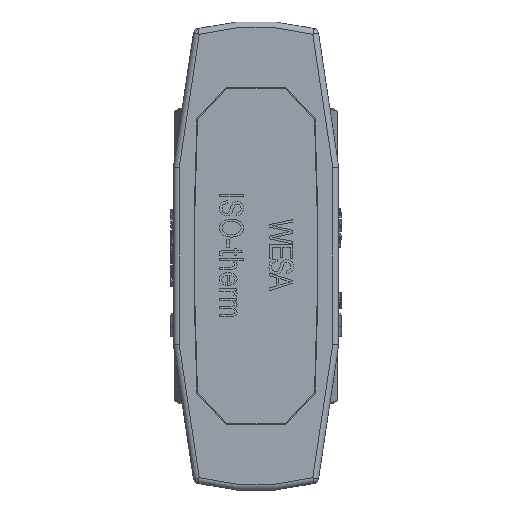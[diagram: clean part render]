
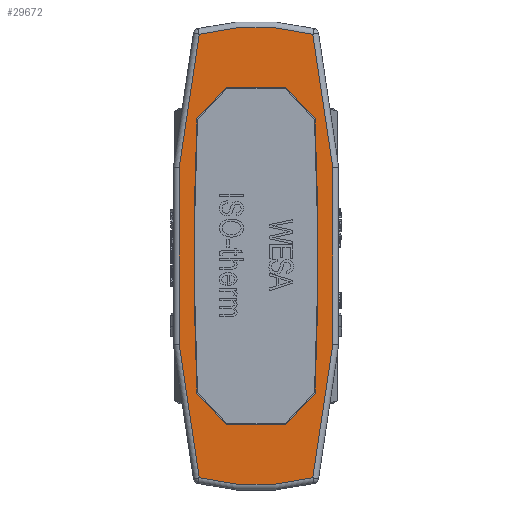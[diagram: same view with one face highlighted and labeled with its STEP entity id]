
A CAD part, left-side view. The second image highlights one B-rep face of the part: STEP entity #29672.
In plain terms, the highlighted face is planar.
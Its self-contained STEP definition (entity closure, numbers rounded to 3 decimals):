
#1784=CIRCLE('',#38939,38.75);
#1786=CIRCLE('',#38942,38.75);
#1787=CIRCLE('',#38943,538.206);
#1788=CIRCLE('',#38944,538.206);
#5116=ORIENTED_EDGE('',*,*,#12809,.F.);
#5117=ORIENTED_EDGE('',*,*,#12810,.F.);
#5118=ORIENTED_EDGE('',*,*,#12811,.T.);
#5119=ORIENTED_EDGE('',*,*,#12812,.T.);
#5120=ORIENTED_EDGE('',*,*,#12738,.T.);
#5121=ORIENTED_EDGE('',*,*,#12813,.T.);
#5122=ORIENTED_EDGE('',*,*,#12807,.T.);
#5123=ORIENTED_EDGE('',*,*,#12767,.F.);
#5124=ORIENTED_EDGE('',*,*,#12814,.T.);
#5125=ORIENTED_EDGE('',*,*,#12815,.F.);
#5126=ORIENTED_EDGE('',*,*,#12816,.F.);
#5127=ORIENTED_EDGE('',*,*,#12817,.F.);
#5128=ORIENTED_EDGE('',*,*,#12818,.F.);
#5129=ORIENTED_EDGE('',*,*,#12819,.F.);
#5130=ORIENTED_EDGE('',*,*,#12820,.F.);
#5131=ORIENTED_EDGE('',*,*,#12821,.F.);
#12738=EDGE_CURVE('',#16833,#16834,#20209,.T.);
#12767=EDGE_CURVE('',#16855,#16839,#20227,.T.);
#12807=EDGE_CURVE('',#16842,#16839,#1784,.T.);
#12809=EDGE_CURVE('',#16878,#16855,#20259,.T.);
#12810=EDGE_CURVE('',#16879,#16878,#20260,.T.);
#12811=EDGE_CURVE('',#16879,#16880,#1786,.T.);
#12812=EDGE_CURVE('',#16880,#16833,#20261,.T.);
#12813=EDGE_CURVE('',#16834,#16842,#20262,.T.);
#12814=EDGE_CURVE('',#16881,#16882,#1787,.T.);
#12815=EDGE_CURVE('',#16883,#16882,#20263,.T.);
#12816=EDGE_CURVE('',#16884,#16883,#20264,.T.);
#12817=EDGE_CURVE('',#16885,#16884,#20265,.T.);
#12818=EDGE_CURVE('',#16886,#16885,#1788,.T.);
#12819=EDGE_CURVE('',#16887,#16886,#20266,.T.);
#12820=EDGE_CURVE('',#16888,#16887,#20267,.T.);
#12821=EDGE_CURVE('',#16881,#16888,#20268,.T.);
#16833=VERTEX_POINT('',#54524);
#16834=VERTEX_POINT('',#54525);
#16839=VERTEX_POINT('',#54536);
#16842=VERTEX_POINT('',#54543);
#16855=VERTEX_POINT('',#54582);
#16878=VERTEX_POINT('',#54664);
#16879=VERTEX_POINT('',#54666);
#16880=VERTEX_POINT('',#54668);
#16881=VERTEX_POINT('',#54672);
#16882=VERTEX_POINT('',#54673);
#16883=VERTEX_POINT('',#54675);
#16884=VERTEX_POINT('',#54677);
#16885=VERTEX_POINT('',#54679);
#16886=VERTEX_POINT('',#54681);
#16887=VERTEX_POINT('',#54683);
#16888=VERTEX_POINT('',#54685);
#20209=LINE('',#54523,#22769);
#20227=LINE('',#54581,#22787);
#20259=LINE('',#54663,#22819);
#20260=LINE('',#54665,#22820);
#20261=LINE('',#54669,#22821);
#20262=LINE('',#54670,#22822);
#20263=LINE('',#54674,#22823);
#20264=LINE('',#54676,#22824);
#20265=LINE('',#54678,#22825);
#20266=LINE('',#54682,#22826);
#20267=LINE('',#54684,#22827);
#20268=LINE('',#54686,#22828);
#22769=VECTOR('',#44352,1000.);
#22787=VECTOR('',#44406,1000.);
#22819=VECTOR('',#44492,1000.);
#22820=VECTOR('',#44493,1000.);
#22821=VECTOR('',#44496,1000.);
#22822=VECTOR('',#44497,1000.);
#22823=VECTOR('',#44500,1000.);
#22824=VECTOR('',#44501,1000.);
#22825=VECTOR('',#44502,1000.);
#22826=VECTOR('',#44505,1000.);
#22827=VECTOR('',#44506,1000.);
#22828=VECTOR('',#44507,1000.);
#24614=EDGE_LOOP('',(#5116,#5117,#5118,#5119,#5120,#5121,#5122,#5123));
#24615=EDGE_LOOP('',(#5124,#5125,#5126,#5127,#5128,#5129,#5130,#5131));
#26426=FACE_BOUND('',#24614,.T.);
#26427=FACE_BOUND('',#24615,.T.);
#28166=PLANE('',#38941);
#29672=ADVANCED_FACE('',(#26426,#26427),#28166,.T.);
#38939=AXIS2_PLACEMENT_3D('',#54660,#44486,#44487);
#38941=AXIS2_PLACEMENT_3D('',#54662,#44490,#44491);
#38942=AXIS2_PLACEMENT_3D('',#54667,#44494,#44495);
#38943=AXIS2_PLACEMENT_3D('',#54671,#44498,#44499);
#38944=AXIS2_PLACEMENT_3D('',#54680,#44503,#44504);
#44352=DIRECTION('',(1.,0.,0.));
#44406=DIRECTION('',(0.989,-0.148,0.));
#44486=DIRECTION('',(0.,0.,1.));
#44487=DIRECTION('',(1.,0.,0.));
#44490=DIRECTION('',(0.,0.,1.));
#44491=DIRECTION('',(1.,0.,0.));
#44492=DIRECTION('',(1.,0.,0.));
#44493=DIRECTION('',(0.989,0.148,0.));
#44494=DIRECTION('',(0.,0.,1.));
#44495=DIRECTION('',(1.,0.,0.));
#44496=DIRECTION('',(0.989,-0.148,0.));
#44497=DIRECTION('',(0.989,0.148,0.));
#44498=DIRECTION('',(0.,0.,-1.));
#44499=DIRECTION('',(1.,0.,0.));
#44500=DIRECTION('',(0.728,-0.686,0.));
#44501=DIRECTION('',(0.,-1.,0.));
#44502=DIRECTION('',(-0.728,-0.686,0.));
#44503=DIRECTION('',(0.,0.,1.));
#44504=DIRECTION('',(1.,0.,0.));
#44505=DIRECTION('',(-0.728,0.686,0.));
#44506=DIRECTION('',(0.,1.,0.));
#44507=DIRECTION('',(0.728,0.686,0.));
#54523=CARTESIAN_POINT('',(-15.,-13.,48.));
#54524=CARTESIAN_POINT('',(-14.925,-13.,48.));
#54525=CARTESIAN_POINT('',(14.925,-13.,48.));
#54536=CARTESIAN_POINT('',(37.54,9.609,48.));
#54543=CARTESIAN_POINT('',(37.54,-9.609,48.));
#54581=CARTESIAN_POINT('',(4.164,14.614,48.));
#54582=CARTESIAN_POINT('',(14.925,13.,48.));
#54660=CARTESIAN_POINT('',(0.,0.,48.));
#54662=CARTESIAN_POINT('',(4.164,7.588,48.));
#54663=CARTESIAN_POINT('',(4.164,13.,48.));
#54664=CARTESIAN_POINT('',(-14.925,13.,48.));
#54665=CARTESIAN_POINT('',(4.164,15.863,48.));
#54666=CARTESIAN_POINT('',(-37.54,9.609,48.));
#54667=CARTESIAN_POINT('',(0.,0.,48.));
#54668=CARTESIAN_POINT('',(-37.54,-9.609,48.));
#54669=CARTESIAN_POINT('',(4.164,-15.863,48.));
#54670=CARTESIAN_POINT('',(4.164,-14.614,48.));
#54671=CARTESIAN_POINT('',(0.,527.706,48.));
#54672=CARTESIAN_POINT('',(23.194,-10.,48.));
#54673=CARTESIAN_POINT('',(-23.194,-10.,48.));
#54674=CARTESIAN_POINT('',(0.,-31.856,48.));
#54675=CARTESIAN_POINT('',(-28.5,-5.,48.));
#54676=CARTESIAN_POINT('',(-28.5,0.,48.));
#54677=CARTESIAN_POINT('',(-28.5,5.,48.));
#54678=CARTESIAN_POINT('',(0.,31.856,48.));
#54679=CARTESIAN_POINT('',(-23.194,10.,48.));
#54680=CARTESIAN_POINT('',(0.,-527.706,48.));
#54681=CARTESIAN_POINT('',(23.194,10.,48.));
#54682=CARTESIAN_POINT('',(0.,31.856,48.));
#54683=CARTESIAN_POINT('',(28.5,5.,48.));
#54684=CARTESIAN_POINT('',(28.5,0.,48.));
#54685=CARTESIAN_POINT('',(28.5,-5.,48.));
#54686=CARTESIAN_POINT('',(0.,-31.856,48.));
